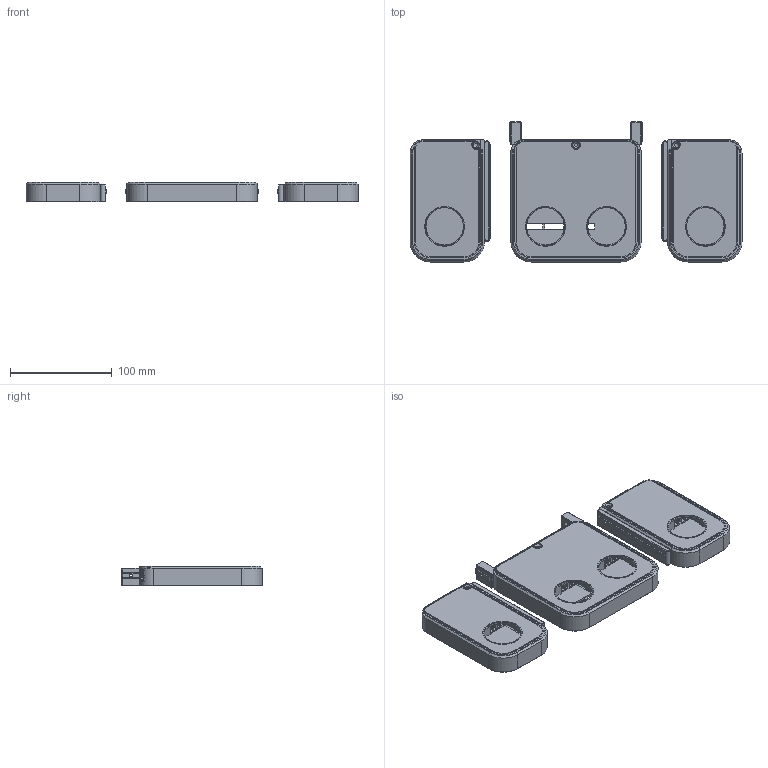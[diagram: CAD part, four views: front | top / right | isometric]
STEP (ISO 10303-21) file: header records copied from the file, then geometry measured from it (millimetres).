
FILE_DESCRIPTION(/* description */ (''),/* implementation_level */ '2;1');
FILE_NAME(/* name */ 'THE_FILTER_BASIC_EDITIONv1.step',/* time_stamp */ '2023-02-05T07:19:02+11:00',/* author */ (''),/* organization */ (''),/* preprocessor_version */ 'ST-DEVELOPER v19.2',/* originating_system */ 'Autodesk Translation Framework v11.17.0.187',/* authorisation */ '');
FILE_SCHEMA (('AUTOMOTIVE_DESIGN { 1 0 10303 214 3 1 1 }'));
Length unit declared in the file: millimetre
Products named in the file (13): The_Filter_Basic; Filter_Basic_Left; Left Lid; Left Housing; Left MagDock; Filter_Basic_Right; Right Lid; Right Housing; Right MagDock; Filter_Basic_Middle; Mags; Middle Lid; Middle Housing
Assembly tree (12 placements, depth 3):
  The_Filter_Basic
    Filter_Basic_Left
      Left Lid
      Left Housing
      Left MagDock
    Filter_Basic_Right
      Right Lid
      Right Housing
      Right MagDock
    Filter_Basic_Middle
      Mags
      Middle Lid
      Middle Housing
Bounding box: 326 x 137.5 x 19.49 mm (x, y, z)
Volume: 271099.7 mm3; surface area: 211898.1 mm2
Topology: 10 solids, 10 shells, 1840 faces, 5163 edges, 3192 vertices
Faces by surface type: plane 1468, cylinder 271, cone 95, bspline 6
Full cylindrical faces by diameter (mm): 2.4 x8, 3.2 x8, 3.3 x1, 4.7 x3, 5.5 x6, 6 x16, 6.1 x8, 6.3 x2, 36.719 x4
Entity records: 60101 total; most frequent: CARTESIAN_POINT 11795, ORIENTED_EDGE 10334, DIRECTION 9463, EDGE_CURVE 5167, LINE 4329, VECTOR 4329, VERTEX_POINT 3192, AXIS2_PLACEMENT_3D 2567
